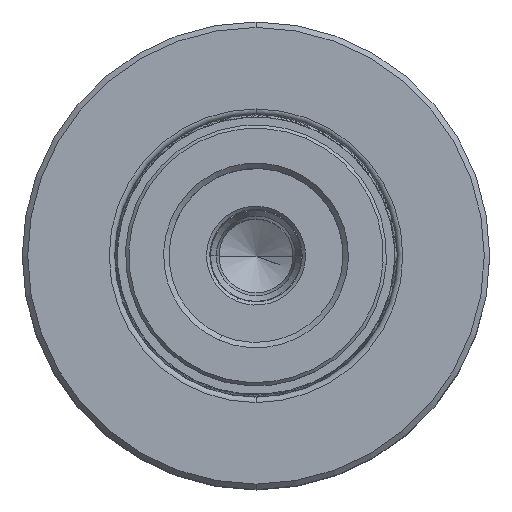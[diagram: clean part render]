
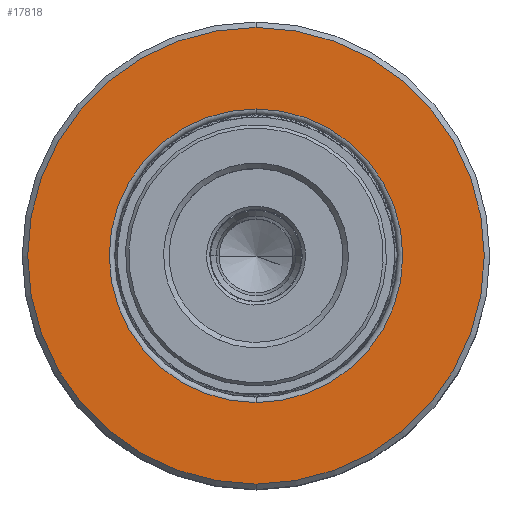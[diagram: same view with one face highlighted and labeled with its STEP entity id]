
A CAD part, top view. The second image highlights one B-rep face of the part: STEP entity #17818.
In plain terms, the highlighted face is planar.
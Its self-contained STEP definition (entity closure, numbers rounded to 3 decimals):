
#1311 = VERTEX_POINT ( 'NONE', #13111 ) ;
#2462 = VERTEX_POINT ( 'NONE', #6310 ) ;
#4187 = ORIENTED_EDGE ( 'NONE', *, *, #21635, .F. ) ;
#4723 = DIRECTION ( 'NONE',  ( 0., 1., 0. ) ) ;
#4742 = DIRECTION ( 'NONE',  ( 0., 0., -1. ) ) ;
#5305 = FACE_OUTER_BOUND ( 'NONE', #26332, .T. ) ;
#5437 = EDGE_CURVE ( 'NONE', #9903, #1311, #19800, .T. ) ;
#6310 = CARTESIAN_POINT ( 'NONE',  ( 0., 15.687, 13.5 ) ) ;
#7287 = CARTESIAN_POINT ( 'NONE',  ( 0., 15.687, 0. ) ) ;
#8772 = CARTESIAN_POINT ( 'NONE',  ( 0., 15.687, 0. ) ) ;
#8924 = ORIENTED_EDGE ( 'NONE', *, *, #11651, .T. ) ;
#9347 = CIRCLE ( 'NONE', #19616, 13.5 ) ;
#9903 = VERTEX_POINT ( 'NONE', #33651 ) ;
#9928 = VERTEX_POINT ( 'NONE', #21032 ) ;
#10677 = AXIS2_PLACEMENT_3D ( 'NONE', #23039, #17876, #4742 ) ;
#11197 = DIRECTION ( 'NONE',  ( 0., -1., 0. ) ) ;
#11415 = DIRECTION ( 'NONE',  ( 0., 0., -1. ) ) ;
#11651 = EDGE_CURVE ( 'NONE', #2462, #9928, #9347, .T. ) ;
#13111 = CARTESIAN_POINT ( 'NONE',  ( 0., 15.687, 21. ) ) ;
#14568 = DIRECTION ( 'NONE',  ( 0., -1., 0. ) ) ;
#15541 = CIRCLE ( 'NONE', #17182, 21. ) ;
#17075 = ORIENTED_EDGE ( 'NONE', *, *, #5437, .F. ) ;
#17182 = AXIS2_PLACEMENT_3D ( 'NONE', #25597, #14568, #25251 ) ;
#17818 = ADVANCED_FACE ( 'NONE', ( #23011, #5305 ), #33775, .T. ) ;
#17876 = DIRECTION ( 'NONE',  ( 0., -1., 0. ) ) ;
#17901 = DIRECTION ( 'NONE',  ( 0., 0., -1. ) ) ;
#19616 = AXIS2_PLACEMENT_3D ( 'NONE', #7287, #20674, #17901 ) ;
#19769 = AXIS2_PLACEMENT_3D ( 'NONE', #28561, #4723, #20622 ) ;
#19800 = CIRCLE ( 'NONE', #20894, 21. ) ;
#20622 = DIRECTION ( 'NONE',  ( 0., 0., 1. ) ) ;
#20674 = DIRECTION ( 'NONE',  ( 0., -1., 0. ) ) ;
#20894 = AXIS2_PLACEMENT_3D ( 'NONE', #8772, #11197, #11415 ) ;
#21032 = CARTESIAN_POINT ( 'NONE',  ( 0., 15.687, -13.5 ) ) ;
#21635 = EDGE_CURVE ( 'NONE', #1311, #9903, #15541, .T. ) ;
#23011 = FACE_BOUND ( 'NONE', #29391, .T. ) ;
#23039 = CARTESIAN_POINT ( 'NONE',  ( 0., 15.687, 0. ) ) ;
#25251 = DIRECTION ( 'NONE',  ( 0., 0., -1. ) ) ;
#25597 = CARTESIAN_POINT ( 'NONE',  ( 0., 15.687, 0. ) ) ;
#26332 = EDGE_LOOP ( 'NONE', ( #17075, #4187 ) ) ;
#28561 = CARTESIAN_POINT ( 'NONE',  ( 21., 15.687, 0. ) ) ;
#29391 = EDGE_LOOP ( 'NONE', ( #30948, #8924 ) ) ;
#30948 = ORIENTED_EDGE ( 'NONE', *, *, #32290, .T. ) ;
#32290 = EDGE_CURVE ( 'NONE', #9928, #2462, #32947, .T. ) ;
#32947 = CIRCLE ( 'NONE', #10677, 13.5 ) ;
#33651 = CARTESIAN_POINT ( 'NONE',  ( 0., 15.687, -21. ) ) ;
#33775 = PLANE ( 'NONE',  #19769 ) ;
